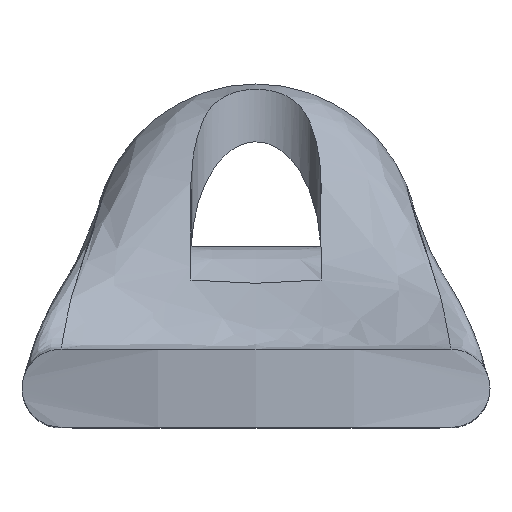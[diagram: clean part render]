
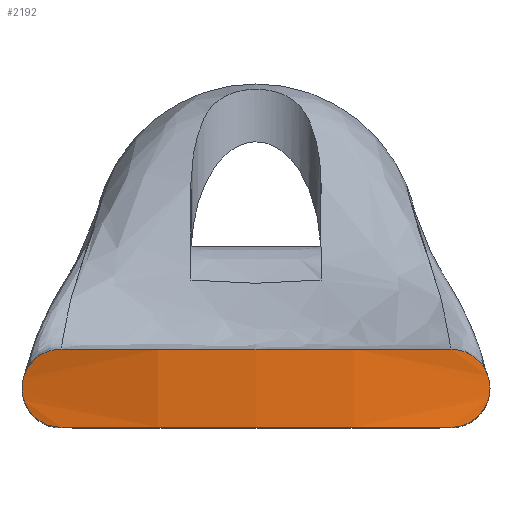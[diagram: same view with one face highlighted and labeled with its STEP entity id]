
A CAD part, top view. The second image highlights one B-rep face of the part: STEP entity #2192.
In plain terms, the highlighted cylindrical face has radius 60 mm (diameter 120 mm), a partial arc.
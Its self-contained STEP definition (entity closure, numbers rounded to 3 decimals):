
#2107=CARTESIAN_POINT('',(0.,-14.0,-7.278));
#2108=DIRECTION('',(0.0,1.0,0.0));
#2109=DIRECTION('',(-0.3,0.0,0.954));
#2110=AXIS2_PLACEMENT_3D('',#2107,#2108,#2109);
#2111=CYLINDRICAL_SURFACE('',#2110,60.);
#2112=CARTESIAN_POINT('',(-15.0,-14.0,50.817));
#2113=VERTEX_POINT('',#2112);
#2114=CARTESIAN_POINT('',(-18.0,-11.,49.959));
#2115=VERTEX_POINT('',#2114);
#2116=CARTESIAN_POINT('',(-15.,-14.0,50.817));
#2117=CARTESIAN_POINT('',(-15.379,-14.0,50.719));
#2118=CARTESIAN_POINT('',(-15.784,-13.924,50.61));
#2119=CARTESIAN_POINT('',(-16.528,-13.613,50.402));
#2120=CARTESIAN_POINT('',(-16.868,-13.378,50.303));
#2121=CARTESIAN_POINT('',(-17.396,-12.843,50.146));
#2122=CARTESIAN_POINT('',(-17.623,-12.509,50.076));
#2123=CARTESIAN_POINT('',(-17.925,-11.776,49.983));
#2124=CARTESIAN_POINT('',(-18.0,-11.376,49.959));
#2125=CARTESIAN_POINT('',(-18.0,-11.,49.959));
#2126=B_SPLINE_CURVE_WITH_KNOTS('',3,(#2116,#2117,#2118,#2119,#2120,#2121,#2122,#2123,#2124,#2125),.UNSPECIFIED.,.F.,.U.,(4,2,2,2,4),(0.458,0.576,0.693,0.806,0.919),.UNSPECIFIED.);
#2127=EDGE_CURVE('',#2113,#2115,#2126,.T.);
#2128=ORIENTED_EDGE('',*,*,#2127,.F.);
#2129=CARTESIAN_POINT('',(15.0,-14.0,50.817));
#2130=VERTEX_POINT('',#2129);
#2131=CARTESIAN_POINT('',(0.,-14.0,-7.278));
#2132=DIRECTION('',(0.0,1.0,0.0));
#2133=DIRECTION('',(-0.3,0.0,0.954));
#2134=AXIS2_PLACEMENT_3D('',#2131,#2132,#2133);
#2135=CIRCLE('',#2134,60.);
#2136=EDGE_CURVE('',#2113,#2130,#2135,.T.);
#2137=ORIENTED_EDGE('',*,*,#2136,.T.);
#2138=CARTESIAN_POINT('',(18.0,-11.,49.959));
#2139=VERTEX_POINT('',#2138);
#2140=CARTESIAN_POINT('',(18.0,-11.,49.959));
#2141=CARTESIAN_POINT('',(18.0,-11.376,49.959));
#2142=CARTESIAN_POINT('',(17.925,-11.776,49.983));
#2143=CARTESIAN_POINT('',(17.623,-12.509,50.076));
#2144=CARTESIAN_POINT('',(17.396,-12.843,50.146));
#2145=CARTESIAN_POINT('',(16.868,-13.378,50.303));
#2146=CARTESIAN_POINT('',(16.528,-13.613,50.402));
#2147=CARTESIAN_POINT('',(15.784,-13.924,50.61));
#2148=CARTESIAN_POINT('',(15.379,-14.0,50.719));
#2149=CARTESIAN_POINT('',(15.,-14.0,50.817));
#2150=B_SPLINE_CURVE_WITH_KNOTS('',3,(#2140,#2141,#2142,#2143,#2144,#2145,#2146,#2147,#2148,#2149),.UNSPECIFIED.,.F.,.U.,(4,2,2,2,4),(0.919,1.032,1.145,1.263,1.38),.UNSPECIFIED.);
#2151=EDGE_CURVE('',#2139,#2130,#2150,.T.);
#2152=ORIENTED_EDGE('',*,*,#2151,.F.);
#2153=CARTESIAN_POINT('',(15.0,-8.,50.817));
#2154=VERTEX_POINT('',#2153);
#2155=CARTESIAN_POINT('',(15.,-8.,50.817));
#2156=CARTESIAN_POINT('',(15.379,-8.,50.719));
#2157=CARTESIAN_POINT('',(15.784,-8.076,50.61));
#2158=CARTESIAN_POINT('',(16.528,-8.387,50.402));
#2159=CARTESIAN_POINT('',(16.868,-8.622,50.303));
#2160=CARTESIAN_POINT('',(17.396,-9.157,50.146));
#2161=CARTESIAN_POINT('',(17.623,-9.491,50.076));
#2162=CARTESIAN_POINT('',(17.925,-10.224,49.983));
#2163=CARTESIAN_POINT('',(18.0,-10.624,49.959));
#2164=CARTESIAN_POINT('',(18.0,-11.,49.959));
#2165=B_SPLINE_CURVE_WITH_KNOTS('',3,(#2155,#2156,#2157,#2158,#2159,#2160,#2161,#2162,#2163,#2164),.UNSPECIFIED.,.F.,.U.,(4,2,2,2,4),(1.377,1.495,1.612,1.725,1.838),.UNSPECIFIED.);
#2166=EDGE_CURVE('',#2154,#2139,#2165,.T.);
#2167=ORIENTED_EDGE('',*,*,#2166,.F.);
#2168=CARTESIAN_POINT('',(-15.0,-8.,50.817));
#2169=VERTEX_POINT('',#2168);
#2170=CARTESIAN_POINT('',(0.,-8.,-7.278));
#2171=DIRECTION('',(0.0,-1.0,0.0));
#2172=DIRECTION('',(-0.3,0.0,0.954));
#2173=AXIS2_PLACEMENT_3D('',#2170,#2171,#2172);
#2174=CIRCLE('',#2173,60.);
#2175=EDGE_CURVE('',#2154,#2169,#2174,.T.);
#2176=ORIENTED_EDGE('',*,*,#2175,.T.);
#2177=CARTESIAN_POINT('',(-18.0,-11.,49.959));
#2178=CARTESIAN_POINT('',(-18.0,-10.624,49.959));
#2179=CARTESIAN_POINT('',(-17.925,-10.224,49.983));
#2180=CARTESIAN_POINT('',(-17.623,-9.491,50.076));
#2181=CARTESIAN_POINT('',(-17.396,-9.157,50.146));
#2182=CARTESIAN_POINT('',(-16.868,-8.622,50.303));
#2183=CARTESIAN_POINT('',(-16.528,-8.387,50.402));
#2184=CARTESIAN_POINT('',(-15.784,-8.076,50.61));
#2185=CARTESIAN_POINT('',(-15.379,-8.,50.719));
#2186=CARTESIAN_POINT('',(-15.,-8.,50.817));
#2187=B_SPLINE_CURVE_WITH_KNOTS('',3,(#2177,#2178,#2179,#2180,#2181,#2182,#2183,#2184,#2185,#2186),.UNSPECIFIED.,.F.,.U.,(4,2,2,2,4),(1.838,1.951,2.064,2.182,2.299),.UNSPECIFIED.);
#2188=EDGE_CURVE('',#2115,#2169,#2187,.T.);
#2189=ORIENTED_EDGE('',*,*,#2188,.F.);
#2190=EDGE_LOOP('',(#2128,#2137,#2152,#2167,#2176,#2189));
#2191=FACE_OUTER_BOUND('',#2190,.T.);
#2192=ADVANCED_FACE('',(#2191),#2111,.T.);
